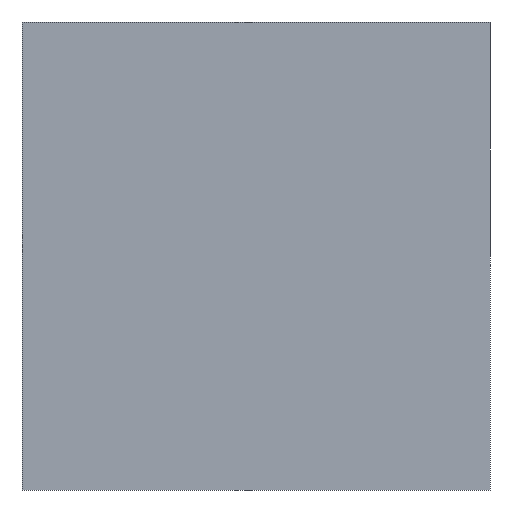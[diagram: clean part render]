
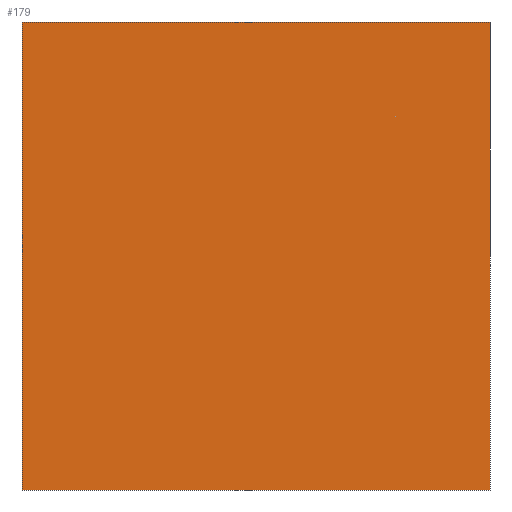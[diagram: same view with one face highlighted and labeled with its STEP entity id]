
A CAD part, front view. The second image highlights one B-rep face of the part: STEP entity #179.
In plain terms, the highlighted planar face has unit normal (0, -1, 0).
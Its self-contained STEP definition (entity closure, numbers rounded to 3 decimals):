
#47 = EDGE_CURVE('',#48,#50,#52,.T.);
#48 = VERTEX_POINT('',#49);
#49 = CARTESIAN_POINT('',(-8.,0.,8.));
#50 = VERTEX_POINT('',#51);
#51 = CARTESIAN_POINT('',(8.,0.,8.));
#52 = LINE('',#53,#54);
#53 = CARTESIAN_POINT('',(0.,0.,8.));
#54 = VECTOR('',#55,1.);
#55 = DIRECTION('',(1.,-0.,0.));
#87 = EDGE_CURVE('',#50,#88,#90,.T.);
#88 = VERTEX_POINT('',#89);
#89 = CARTESIAN_POINT('',(8.,0.,-8.));
#90 = LINE('',#91,#92);
#91 = CARTESIAN_POINT('',(8.,0.,0.));
#92 = VECTOR('',#93,1.);
#93 = DIRECTION('',(0.,0.,-1.));
#118 = EDGE_CURVE('',#119,#88,#121,.T.);
#119 = VERTEX_POINT('',#120);
#120 = CARTESIAN_POINT('',(-8.,0.,-8.));
#121 = LINE('',#122,#123);
#122 = CARTESIAN_POINT('',(0.,0.,-8.));
#123 = VECTOR('',#124,1.);
#124 = DIRECTION('',(1.,0.,0.));
#149 = EDGE_CURVE('',#48,#119,#150,.T.);
#150 = LINE('',#151,#152);
#151 = CARTESIAN_POINT('',(-8.,0.,-0.));
#152 = VECTOR('',#153,1.);
#153 = DIRECTION('',(0.,0.,-1.));
#179 = ADVANCED_FACE('',(#180),#186,.F.);
#180 = FACE_BOUND('',#181,.T.);
#181 = EDGE_LOOP('',(#182,#183,#184,#185));
#182 = ORIENTED_EDGE('',*,*,#47,.F.);
#183 = ORIENTED_EDGE('',*,*,#149,.T.);
#184 = ORIENTED_EDGE('',*,*,#118,.T.);
#185 = ORIENTED_EDGE('',*,*,#87,.F.);
#186 = PLANE('',#187);
#187 = AXIS2_PLACEMENT_3D('',#188,#189,#190);
#188 = CARTESIAN_POINT('',(0.,0.,0.));
#189 = DIRECTION('',(0.,1.,-0.));
#190 = DIRECTION('',(0.,0.,1.));
